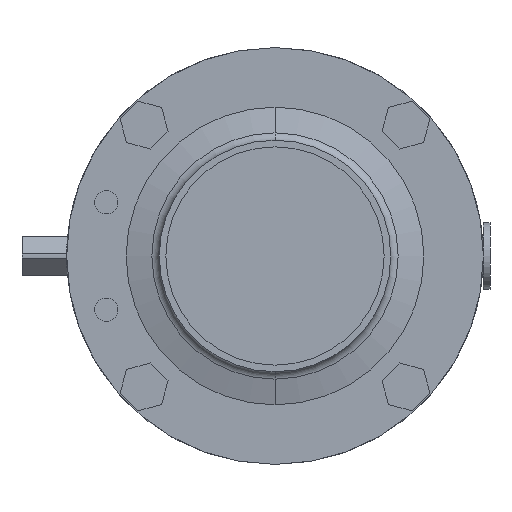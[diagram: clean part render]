
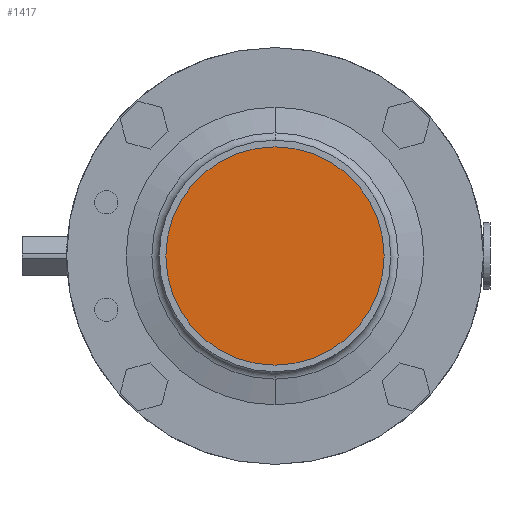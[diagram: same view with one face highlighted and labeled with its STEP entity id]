
A CAD part, left-side view. The second image highlights one B-rep face of the part: STEP entity #1417.
In plain terms, the highlighted face is planar.
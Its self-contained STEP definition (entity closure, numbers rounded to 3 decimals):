
#102 = CARTESIAN_POINT ( 'NONE',  ( 10., 0., -33. ) ) ;
#241 = DIRECTION ( 'NONE',  ( 0., 0., 1. ) ) ;
#281 = ORIENTED_EDGE ( 'NONE', *, *, #2097, .F. ) ;
#334 = CARTESIAN_POINT ( 'NONE',  ( 10., 0., 0. ) ) ;
#429 = PLANE ( 'NONE',  #1851 ) ;
#790 = CIRCLE ( 'NONE', #2270, 33. ) ;
#827 = DIRECTION ( 'NONE',  ( -1., 0., 0. ) ) ;
#1021 = EDGE_LOOP ( 'NONE', ( #1646, #281 ) ) ;
#1131 = FACE_OUTER_BOUND ( 'NONE', #1021, .T. ) ;
#1156 = CARTESIAN_POINT ( 'NONE',  ( 10., 33., 0. ) ) ;
#1161 = CARTESIAN_POINT ( 'NONE',  ( 10., 0., 0. ) ) ;
#1250 = DIRECTION ( 'NONE',  ( 0., 0., 1. ) ) ;
#1347 = DIRECTION ( 'NONE',  ( -1., 0., 0. ) ) ;
#1417 = ADVANCED_FACE ( 'NONE', ( #1131 ), #429, .F. ) ;
#1537 = DIRECTION ( 'NONE',  ( 0., 0., 1. ) ) ;
#1541 = CIRCLE ( 'NONE', #2245, 33. ) ;
#1646 = ORIENTED_EDGE ( 'NONE', *, *, #1985, .F. ) ;
#1787 = CARTESIAN_POINT ( 'NONE',  ( 10., 0., 33. ) ) ;
#1851 = AXIS2_PLACEMENT_3D ( 'NONE', #1156, #1347, #241 ) ;
#1981 = DIRECTION ( 'NONE',  ( -1., 0., 0. ) ) ;
#1985 = EDGE_CURVE ( 'NONE', #2278, #2172, #1541, .T. ) ;
#2097 = EDGE_CURVE ( 'NONE', #2172, #2278, #790, .T. ) ;
#2172 = VERTEX_POINT ( 'NONE', #102 ) ;
#2245 = AXIS2_PLACEMENT_3D ( 'NONE', #334, #1981, #1250 ) ;
#2270 = AXIS2_PLACEMENT_3D ( 'NONE', #1161, #827, #1537 ) ;
#2278 = VERTEX_POINT ( 'NONE', #1787 ) ;
